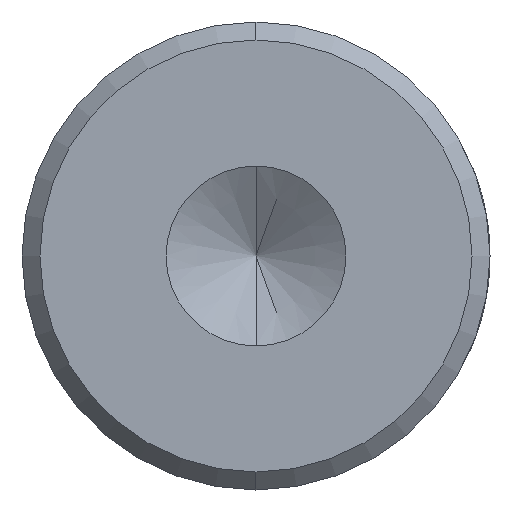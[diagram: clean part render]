
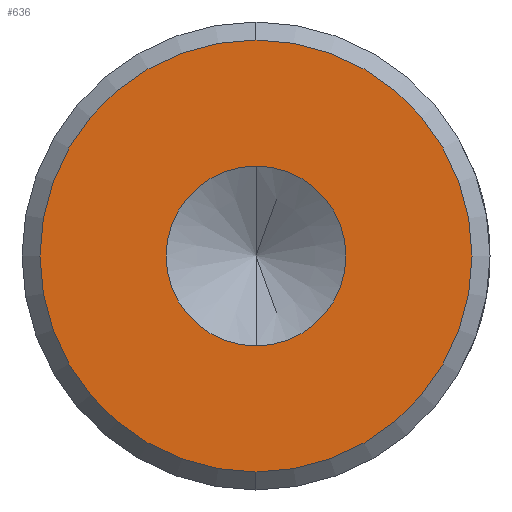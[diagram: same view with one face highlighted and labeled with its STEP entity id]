
A CAD part, left-side view. The second image highlights one B-rep face of the part: STEP entity #636.
In plain terms, the highlighted planar face has unit normal (-1, 0, 0).
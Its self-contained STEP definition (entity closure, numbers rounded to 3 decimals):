
#15 = FACE_OUTER_BOUND ( 'NONE', #281, .T. ) ;
#36 = DIRECTION ( 'NONE',  ( 0., 0., 1. ) ) ;
#159 = CIRCLE ( 'NONE', #1147, 6.001 ) ;
#180 = ORIENTED_EDGE ( 'NONE', *, *, #277, .F. ) ;
#195 = CIRCLE ( 'NONE', #601, 2.5 ) ;
#228 = ORIENTED_EDGE ( 'NONE', *, *, #994, .F. ) ;
#273 = EDGE_CURVE ( 'NONE', #778, #491, #1212, .T. ) ;
#277 = EDGE_CURVE ( 'NONE', #1247, #993, #953, .T. ) ;
#281 = EDGE_LOOP ( 'NONE', ( #437, #891 ) ) ;
#310 = DIRECTION ( 'NONE',  ( -1., 0., 0. ) ) ;
#347 = CARTESIAN_POINT ( 'NONE',  ( 0., 0., 0. ) ) ;
#427 = PLANE ( 'NONE',  #637 ) ;
#437 = ORIENTED_EDGE ( 'NONE', *, *, #273, .T. ) ;
#456 = DIRECTION ( 'NONE',  ( 0., 0., 1. ) ) ;
#486 = DIRECTION ( 'NONE',  ( -1., 0., 0. ) ) ;
#491 = VERTEX_POINT ( 'NONE', #1243 ) ;
#529 = FACE_BOUND ( 'NONE', #611, .T. ) ;
#581 = DIRECTION ( 'NONE',  ( -1., 0., 0. ) ) ;
#601 = AXIS2_PLACEMENT_3D ( 'NONE', #1161, #581, #1263 ) ;
#611 = EDGE_LOOP ( 'NONE', ( #180, #228 ) ) ;
#636 = ADVANCED_FACE ( 'NONE', ( #15, #529 ), #427, .T. ) ;
#637 = AXIS2_PLACEMENT_3D ( 'NONE', #918, #310, #1114 ) ;
#652 = DIRECTION ( 'NONE',  ( -1., 0., 0. ) ) ;
#672 = CARTESIAN_POINT ( 'NONE',  ( 0., 0., 2.5 ) ) ;
#778 = VERTEX_POINT ( 'NONE', #919 ) ;
#874 = CARTESIAN_POINT ( 'NONE',  ( 0., 0., -2.5 ) ) ;
#891 = ORIENTED_EDGE ( 'NONE', *, *, #932, .T. ) ;
#918 = CARTESIAN_POINT ( 'NONE',  ( 0., 0., 0. ) ) ;
#919 = CARTESIAN_POINT ( 'NONE',  ( 0., 0., -6.001 ) ) ;
#932 = EDGE_CURVE ( 'NONE', #491, #778, #159, .T. ) ;
#948 = AXIS2_PLACEMENT_3D ( 'NONE', #347, #1043, #456 ) ;
#953 = CIRCLE ( 'NONE', #1136, 2.5 ) ;
#993 = VERTEX_POINT ( 'NONE', #874 ) ;
#994 = EDGE_CURVE ( 'NONE', #993, #1247, #195, .T. ) ;
#1043 = DIRECTION ( 'NONE',  ( -1., 0., 0. ) ) ;
#1070 = CARTESIAN_POINT ( 'NONE',  ( 0., 0., 0. ) ) ;
#1114 = DIRECTION ( 'NONE',  ( 0., 0., 1. ) ) ;
#1136 = AXIS2_PLACEMENT_3D ( 'NONE', #1229, #652, #36 ) ;
#1147 = AXIS2_PLACEMENT_3D ( 'NONE', #1070, #486, #1155 ) ;
#1155 = DIRECTION ( 'NONE',  ( 0., 0., 1. ) ) ;
#1161 = CARTESIAN_POINT ( 'NONE',  ( 0., 0., 0. ) ) ;
#1212 = CIRCLE ( 'NONE', #948, 6.001 ) ;
#1229 = CARTESIAN_POINT ( 'NONE',  ( 0., 0., 0. ) ) ;
#1243 = CARTESIAN_POINT ( 'NONE',  ( 0., 0., 6.001 ) ) ;
#1247 = VERTEX_POINT ( 'NONE', #672 ) ;
#1263 = DIRECTION ( 'NONE',  ( 0., 0., 1. ) ) ;
